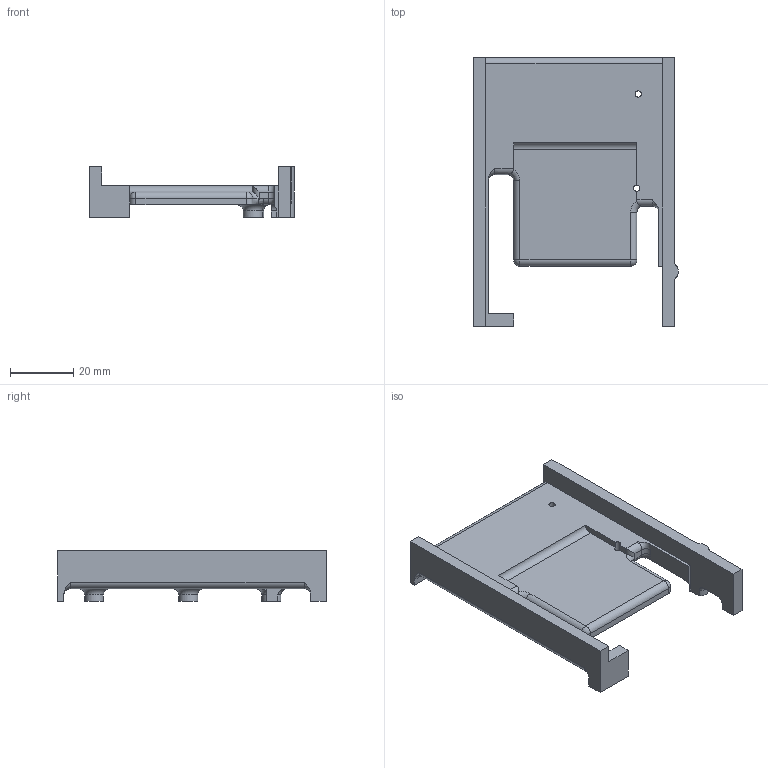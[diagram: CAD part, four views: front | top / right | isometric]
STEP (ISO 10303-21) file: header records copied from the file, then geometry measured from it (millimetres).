
FILE_DESCRIPTION(('HOOPS Exchange Step'),'2;1');
FILE_NAME('export-8EDCD83A-9495-438B-A895-A209FC745A50.stp','2025-10-19T14:29:19+02:00',('Schechner'),('Alibre'),'HOOPS Exchange 2020.0','Alibre','Unknown authorisation');
FILE_SCHEMA( ('AP242_MANAGED_MODEL_BASED_3D_ENGINEERING_MIM_LF {1 0 10303 442 1 1 4 }') );
Length unit declared in the file: centimetre
Products named in the file (1): Waveshare_TFT_480x320
Bounding box: 64.75 x 85 x 16 mm (x, y, z)
Volume: 25537 mm3; surface area: 13160.7 mm2
Topology: 1 solids, 1 shells, 95 faces, 261 edges, 167 vertices
Faces by surface type: plane 41, cylinder 33, torus 15, bspline 4, sphere 2
Full cylindrical faces by diameter (mm): 2 x3, 6 x2
Entity records: 5653 total; most frequent: CARTESIAN_POINT 3184, DIRECTION 518, ORIENTED_EDGE 518, EDGE_CURVE 259, AXIS2_PLACEMENT_3D 191, VERTEX_POINT 167, VECTOR 136, LINE 136
